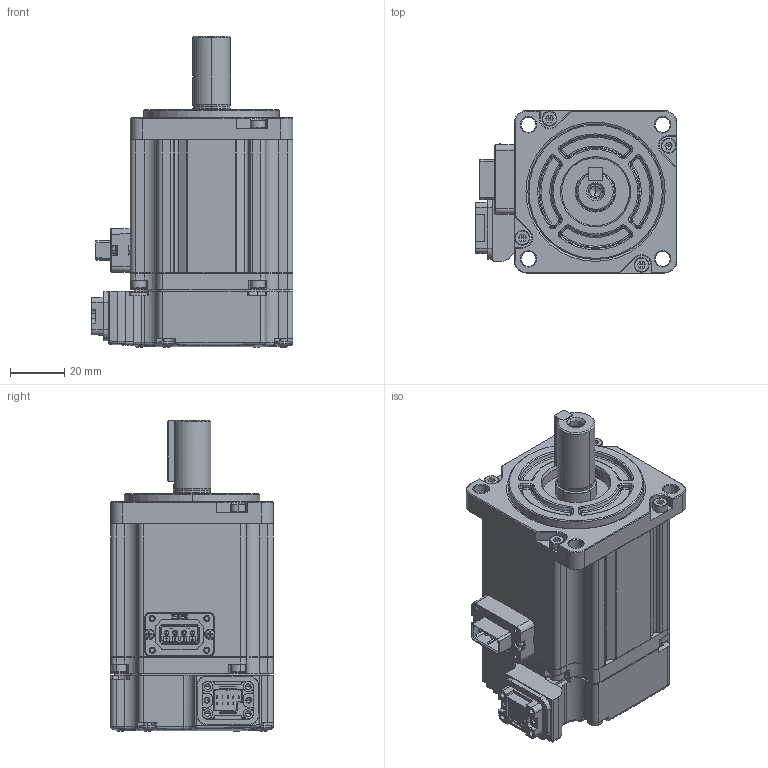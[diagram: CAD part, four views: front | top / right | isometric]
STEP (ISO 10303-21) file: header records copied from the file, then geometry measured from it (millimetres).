
FILE_DESCRIPTION (( 'STEP AP203' ), '1' );
FILE_NAME ('4611170001598.STEP', '2024-01-22T06:05:27', ( 'Windows User' ), ( 'P R C' ), 'SwSTEP 2.0', 'SolidWorks 2022', '' );
FILE_SCHEMA (( 'CONFIG_CONTROL_DESIGN' ));
Length unit declared in the file: millimetre
Products named in the file (1): 4611170001598
Bounding box: 74.55 x 60.1 x 114.86 mm (x, y, z)
Surface area: 42874.8 mm2 (no closed solid volume)
Topology: 0 solids, 38 shells, 2872 faces, 7531 edges, 4790 vertices
Faces by surface type: plane 1705, cylinder 730, cone 205, bspline 146, torus 74, sphere 12
Entity records: 92872 total; most frequent: CARTESIAN_POINT 22698, ORIENTED_EDGE 14845, DIRECTION 14205, EDGE_CURVE 7471, VECTOR 5079, LINE 5079, VERTEX_POINT 4786, AXIS2_PLACEMENT_3D 4563
